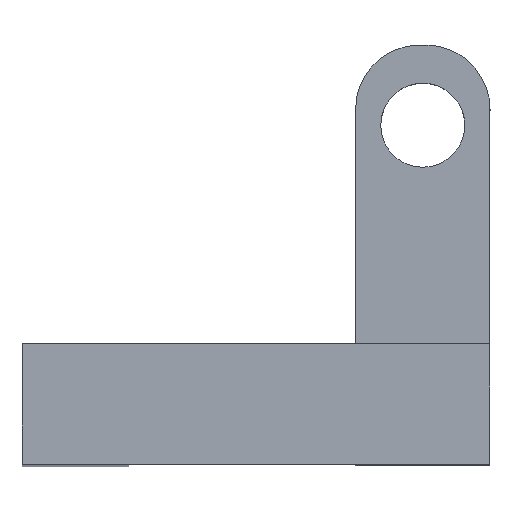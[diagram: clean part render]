
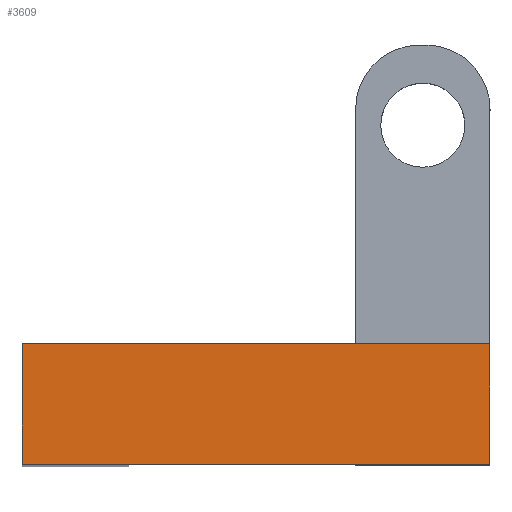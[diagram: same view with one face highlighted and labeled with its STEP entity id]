
A CAD part, top view. The second image highlights one B-rep face of the part: STEP entity #3609.
In plain terms, the highlighted face is planar.
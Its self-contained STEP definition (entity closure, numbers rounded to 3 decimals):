
#112=FACE_OUTER_BOUND('',#301,.T.);
#301=EDGE_LOOP('',(#2404,#2405,#2406,#2407,#2408));
#491=LINE('',#5312,#880);
#500=LINE('',#5328,#889);
#505=LINE('',#5338,#894);
#506=LINE('',#5340,#895);
#507=LINE('',#5341,#896);
#880=VECTOR('',#4190,10.);
#889=VECTOR('',#4201,10.);
#894=VECTOR('',#4210,10.);
#895=VECTOR('',#4211,10.);
#896=VECTOR('',#4212,10.);
#1446=VERTEX_POINT('',#5309);
#1447=VERTEX_POINT('',#5311);
#1453=VERTEX_POINT('',#5326);
#1456=VERTEX_POINT('',#5337);
#1457=VERTEX_POINT('',#5339);
#1823=EDGE_CURVE('',#1447,#1446,#491,.T.);
#1832=EDGE_CURVE('',#1446,#1453,#500,.T.);
#1837=EDGE_CURVE('',#1453,#1456,#505,.T.);
#1838=EDGE_CURVE('',#1456,#1457,#506,.T.);
#1839=EDGE_CURVE('',#1457,#1447,#507,.T.);
#2404=ORIENTED_EDGE('',*,*,#1832,.T.);
#2405=ORIENTED_EDGE('',*,*,#1837,.T.);
#2406=ORIENTED_EDGE('',*,*,#1838,.T.);
#2407=ORIENTED_EDGE('',*,*,#1839,.T.);
#2408=ORIENTED_EDGE('',*,*,#1823,.T.);
#3508=PLANE('',#3815);
#3609=ADVANCED_FACE('',(#112),#3508,.T.);
#3815=AXIS2_PLACEMENT_3D('',#5336,#4208,#4209);
#4190=DIRECTION('',(0.,-1.,0.));
#4201=DIRECTION('',(0.,0.,1.));
#4208=DIRECTION('center_axis',(-1.,0.,0.));
#4209=DIRECTION('ref_axis',(0.,0.,1.));
#4210=DIRECTION('',(0.,1.,0.));
#4211=DIRECTION('',(0.,1.,0.));
#4212=DIRECTION('',(0.,0.,-1.));
#5309=CARTESIAN_POINT('',(-16.645,11.788,-16.056));
#5311=CARTESIAN_POINT('',(-16.645,18.987,-16.056));
#5312=CARTESIAN_POINT('',(-16.645,9.312,-16.056));
#5326=CARTESIAN_POINT('',(-16.645,11.788,11.794));
#5328=CARTESIAN_POINT('',(-16.645,11.788,3.019));
#5336=CARTESIAN_POINT('Origin',(-16.645,7.637,2.269));
#5337=CARTESIAN_POINT('',(-16.645,16.447,11.794));
#5338=CARTESIAN_POINT('',(-16.645,8.907,11.794));
#5339=CARTESIAN_POINT('',(-16.645,18.987,11.794));
#5340=CARTESIAN_POINT('',(-16.645,-6.093,11.794));
#5341=CARTESIAN_POINT('',(-16.645,18.987,2.269));
